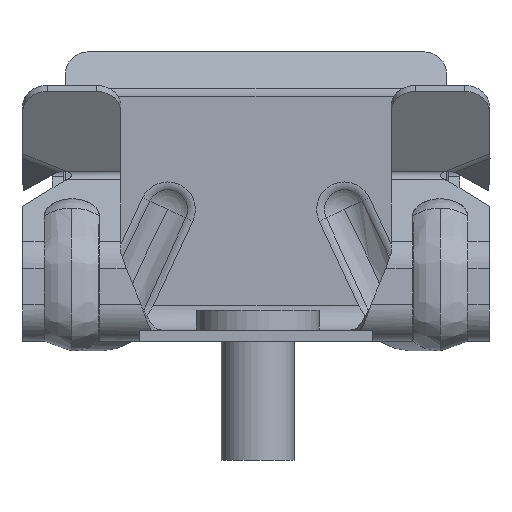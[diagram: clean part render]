
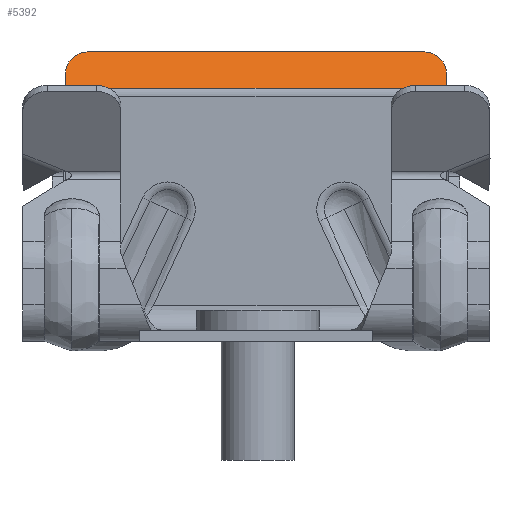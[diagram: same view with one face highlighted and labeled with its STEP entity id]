
A CAD part, front view. The second image highlights one B-rep face of the part: STEP entity #5392.
In plain terms, the highlighted planar face has unit normal (0, -0.829, 0.559).
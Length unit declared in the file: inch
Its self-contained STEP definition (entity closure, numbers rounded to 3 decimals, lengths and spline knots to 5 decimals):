
#28 = EDGE_CURVE ( 'NONE', #11497, #3892, #2638, .T. ) ;
#83 = CARTESIAN_POINT ( 'NONE',  ( 0.61024, 1.52785, 0.82722 ) ) ;
#380 = VECTOR ( 'NONE', #24078, 39.37008 ) ;
#385 = EDGE_CURVE ( 'NONE', #25174, #24025, #20513, .T. ) ;
#1917 = LINE ( 'NONE', #83, #6469 ) ;
#2066 = DIRECTION ( 'NONE',  ( -1., 0., 0. ) ) ;
#2155 = EDGE_CURVE ( 'NONE', #7276, #11497, #9087, .T. ) ;
#2193 = CARTESIAN_POINT ( 'NONE',  ( 1.22111, 1.49296, 0.77549 ) ) ;
#2638 = CIRCLE ( 'NONE', #24234, 0.07874 ) ;
#2801 = CARTESIAN_POINT ( 'NONE',  ( -0.61024, 1.49296, 0.77549 ) ) ;
#3892 = VERTEX_POINT ( 'NONE', #12659 ) ;
#5181 = ORIENTED_EDGE ( 'NONE', *, *, #9175, .F. ) ;
#5392 = ADVANCED_FACE ( 'NONE', ( #15808 ), #11522, .T. ) ;
#5855 = LINE ( 'NONE', #2193, #11111 ) ;
#6469 = VECTOR ( 'NONE', #9860, 39.37008 ) ;
#6650 = CARTESIAN_POINT ( 'NONE',  ( 0., 1.57188, 0.89249 ) ) ;
#7119 = EDGE_CURVE ( 'NONE', #24025, #19652, #1917, .T. ) ;
#7276 = VERTEX_POINT ( 'NONE', #2801 ) ;
#7626 = CARTESIAN_POINT ( 'NONE',  ( 0.61024, 1.52785, 0.82722 ) ) ;
#9087 = LINE ( 'NONE', #22861, #15414 ) ;
#9175 = EDGE_CURVE ( 'NONE', #3892, #25174, #22138, .T. ) ;
#9860 = DIRECTION ( 'NONE',  ( 0., -0.559, -0.829 ) ) ;
#10363 = CARTESIAN_POINT ( 'NONE',  ( -0.61024, 1.52785, 0.82722 ) ) ;
#11015 = DIRECTION ( 'NONE',  ( 0., 0.829, -0.559 ) ) ;
#11111 = VECTOR ( 'NONE', #2066, 39.37008 ) ;
#11497 = VERTEX_POINT ( 'NONE', #10363 ) ;
#11522 = PLANE ( 'NONE',  #25571 ) ;
#12016 = ORIENTED_EDGE ( 'NONE', *, *, #2155, .F. ) ;
#12659 = CARTESIAN_POINT ( 'NONE',  ( -0.5315, 1.57188, 0.89249 ) ) ;
#12719 = DIRECTION ( 'NONE',  ( 0., 0.559, 0.829 ) ) ;
#13881 = ORIENTED_EDGE ( 'NONE', *, *, #28, .F. ) ;
#14670 = DIRECTION ( 'NONE',  ( 0., 0.829, -0.559 ) ) ;
#15414 = VECTOR ( 'NONE', #16887, 39.37008 ) ;
#15808 = FACE_OUTER_BOUND ( 'NONE', #16548, .T. ) ;
#16062 = CARTESIAN_POINT ( 'NONE',  ( 0.74803, 0.22894, -1.0985 ) ) ;
#16548 = EDGE_LOOP ( 'NONE', ( #5181, #13881, #12016, #20691, #24928, #24708 ) ) ;
#16757 = AXIS2_PLACEMENT_3D ( 'NONE', #20896, #11015, #16864 ) ;
#16864 = DIRECTION ( 'NONE',  ( 0., -0.559, -0.829 ) ) ;
#16887 = DIRECTION ( 'NONE',  ( 0., 0.559, 0.829 ) ) ;
#17688 = CARTESIAN_POINT ( 'NONE',  ( 0.61024, 1.49296, 0.77549 ) ) ;
#19578 = DIRECTION ( 'NONE',  ( 0., -0.559, -0.829 ) ) ;
#19652 = VERTEX_POINT ( 'NONE', #17688 ) ;
#20513 = CIRCLE ( 'NONE', #16757, 0.07874 ) ;
#20691 = ORIENTED_EDGE ( 'NONE', *, *, #23402, .F. ) ;
#20896 = CARTESIAN_POINT ( 'NONE',  ( 0.5315, 1.52785, 0.82722 ) ) ;
#20906 = CARTESIAN_POINT ( 'NONE',  ( 0.5315, 1.57188, 0.89249 ) ) ;
#21654 = DIRECTION ( 'NONE',  ( 0., -0.829, 0.559 ) ) ;
#22138 = LINE ( 'NONE', #6650, #380 ) ;
#22861 = CARTESIAN_POINT ( 'NONE',  ( -0.61024, 1.49296, 0.77549 ) ) ;
#23402 = EDGE_CURVE ( 'NONE', #19652, #7276, #5855, .T. ) ;
#24025 = VERTEX_POINT ( 'NONE', #7626 ) ;
#24078 = DIRECTION ( 'NONE',  ( 1., 0., 0. ) ) ;
#24234 = AXIS2_PLACEMENT_3D ( 'NONE', #24654, #14670, #12719 ) ;
#24654 = CARTESIAN_POINT ( 'NONE',  ( -0.5315, 1.52785, 0.82722 ) ) ;
#24708 = ORIENTED_EDGE ( 'NONE', *, *, #385, .F. ) ;
#24928 = ORIENTED_EDGE ( 'NONE', *, *, #7119, .F. ) ;
#25174 = VERTEX_POINT ( 'NONE', #20906 ) ;
#25571 = AXIS2_PLACEMENT_3D ( 'NONE', #16062, #21654, #19578 ) ;
